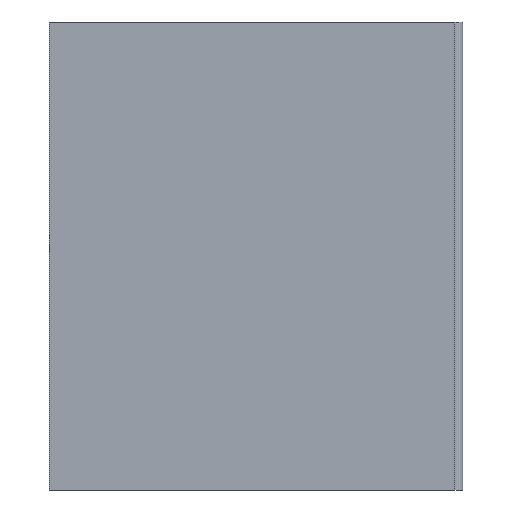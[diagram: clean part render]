
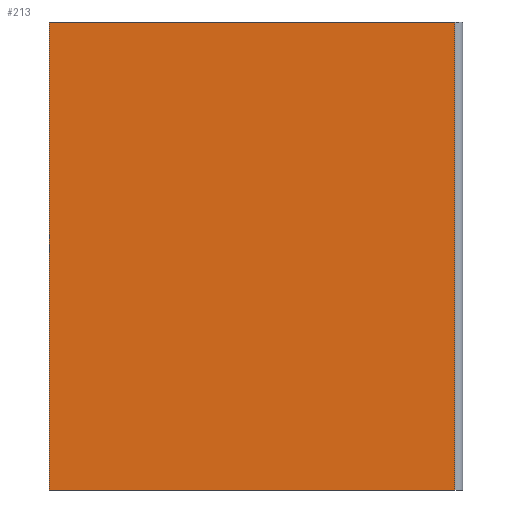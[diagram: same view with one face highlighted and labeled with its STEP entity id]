
A CAD part, front view. The second image highlights one B-rep face of the part: STEP entity #213.
In plain terms, the highlighted planar face has unit normal (0, -1, 0).
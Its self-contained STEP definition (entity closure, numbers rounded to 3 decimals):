
#7 = ORIENTED_EDGE ( 'NONE', *, *, #285, .T. ) ;
#10 = CARTESIAN_POINT ( 'NONE',  ( 0., -6.2, 60. ) ) ;
#15 = DIRECTION ( 'NONE',  ( 0., 1., 0. ) ) ;
#16 = VERTEX_POINT ( 'NONE', #144 ) ;
#17 = PLANE ( 'NONE',  #184 ) ;
#25 = DIRECTION ( 'NONE',  ( 1., 0., 0. ) ) ;
#39 = EDGE_CURVE ( 'NONE', #187, #157, #208, .T. ) ;
#49 = CARTESIAN_POINT ( 'NONE',  ( 52., -6.2, 60. ) ) ;
#54 = FACE_OUTER_BOUND ( 'NONE', #263, .T. ) ;
#57 = CARTESIAN_POINT ( 'NONE',  ( 53., -6.2, 60. ) ) ;
#74 = ORIENTED_EDGE ( 'NONE', *, *, #39, .F. ) ;
#89 = VECTOR ( 'NONE', #25, 1000. ) ;
#98 = CARTESIAN_POINT ( 'NONE',  ( 0., -6.2, 0. ) ) ;
#105 = VERTEX_POINT ( 'NONE', #98 ) ;
#122 = VECTOR ( 'NONE', #161, 1000. ) ;
#137 = CARTESIAN_POINT ( 'NONE',  ( 0., -6.2, 60. ) ) ;
#138 = LINE ( 'NONE', #246, #152 ) ;
#140 = DIRECTION ( 'NONE',  ( 0., 0., -1. ) ) ;
#144 = CARTESIAN_POINT ( 'NONE',  ( 52., -6.2, 0. ) ) ;
#152 = VECTOR ( 'NONE', #242, 1000. ) ;
#155 = CARTESIAN_POINT ( 'NONE',  ( 53., -6.2, 60. ) ) ;
#157 = VERTEX_POINT ( 'NONE', #49 ) ;
#161 = DIRECTION ( 'NONE',  ( 0., 0., 1. ) ) ;
#165 = LINE ( 'NONE', #266, #122 ) ;
#184 = AXIS2_PLACEMENT_3D ( 'NONE', #57, #15, #264 ) ;
#187 = VERTEX_POINT ( 'NONE', #10 ) ;
#194 = ORIENTED_EDGE ( 'NONE', *, *, #199, .T. ) ;
#199 = EDGE_CURVE ( 'NONE', #187, #105, #319, .T. ) ;
#208 = LINE ( 'NONE', #155, #89 ) ;
#213 = ADVANCED_FACE ( 'NONE', ( #54 ), #17, .F. ) ;
#232 = EDGE_CURVE ( 'NONE', #105, #16, #138, .T. ) ;
#236 = ORIENTED_EDGE ( 'NONE', *, *, #232, .T. ) ;
#242 = DIRECTION ( 'NONE',  ( 1., 0., 0. ) ) ;
#246 = CARTESIAN_POINT ( 'NONE',  ( 53., -6.2, 0. ) ) ;
#263 = EDGE_LOOP ( 'NONE', ( #236, #7, #74, #194 ) ) ;
#264 = DIRECTION ( 'NONE',  ( 0., 0., 1. ) ) ;
#266 = CARTESIAN_POINT ( 'NONE',  ( 52., -6.2, 60. ) ) ;
#285 = EDGE_CURVE ( 'NONE', #16, #157, #165, .T. ) ;
#296 = VECTOR ( 'NONE', #140, 1000. ) ;
#319 = LINE ( 'NONE', #137, #296 ) ;
